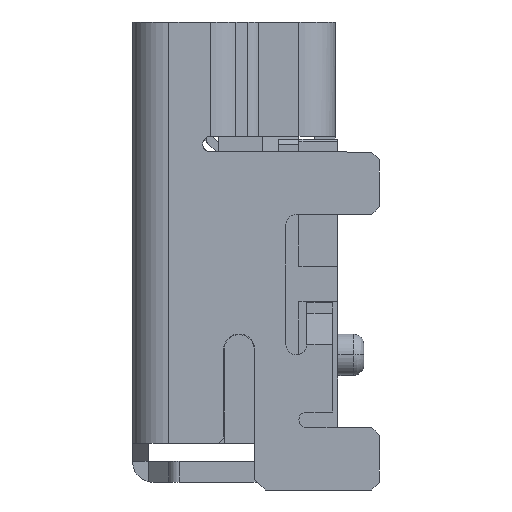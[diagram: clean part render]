
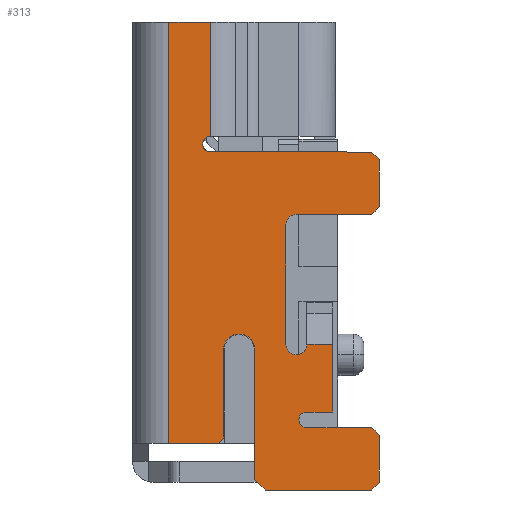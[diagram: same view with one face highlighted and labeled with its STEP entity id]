
A CAD part, left-side view. The second image highlights one B-rep face of the part: STEP entity #313.
In plain terms, the highlighted planar face has unit normal (-1, 0, 0).
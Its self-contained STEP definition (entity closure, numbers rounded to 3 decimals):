
#313=ADVANCED_FACE('',(#1125),#1126,.T.);
#1125=FACE_OUTER_BOUND('',#2271,.T.);
#1126=PLANE('',#2272);
#2271=EDGE_LOOP('',(#5740,#5741,#5742,#5743,#5744,#5745,#5746,#5747,#5748,#5749,#5750,#5751,#5752,#5753,#5754,#5755,#5756,#5757,#5758,#5759,#5760,#5761,#5762,#5763,#5764,#5765,#5766,#5767,#5768));
#2272=AXIS2_PLACEMENT_3D('',#5769,#5770,#5771);
#5740=ORIENTED_EDGE('',*,*,#9291,.T.);
#5741=ORIENTED_EDGE('',*,*,#9292,.T.);
#5742=ORIENTED_EDGE('',*,*,#8414,.T.);
#5743=ORIENTED_EDGE('',*,*,#9293,.T.);
#5744=ORIENTED_EDGE('',*,*,#9294,.T.);
#5745=ORIENTED_EDGE('',*,*,#9295,.T.);
#5746=ORIENTED_EDGE('',*,*,#9296,.T.);
#5747=ORIENTED_EDGE('',*,*,#9297,.T.);
#5748=ORIENTED_EDGE('',*,*,#9298,.F.);
#5749=ORIENTED_EDGE('',*,*,#9299,.T.);
#5750=ORIENTED_EDGE('',*,*,#9300,.T.);
#5751=ORIENTED_EDGE('',*,*,#9301,.T.);
#5752=ORIENTED_EDGE('',*,*,#9302,.T.);
#5753=ORIENTED_EDGE('',*,*,#9265,.T.);
#5754=ORIENTED_EDGE('',*,*,#9290,.T.);
#5755=ORIENTED_EDGE('',*,*,#9303,.T.);
#5756=ORIENTED_EDGE('',*,*,#8420,.T.);
#5757=ORIENTED_EDGE('',*,*,#9304,.T.);
#5758=ORIENTED_EDGE('',*,*,#9305,.T.);
#5759=ORIENTED_EDGE('',*,*,#9306,.T.);
#5760=ORIENTED_EDGE('',*,*,#9307,.T.);
#5761=ORIENTED_EDGE('',*,*,#9308,.F.);
#5762=ORIENTED_EDGE('',*,*,#9309,.T.);
#5763=ORIENTED_EDGE('',*,*,#9310,.F.);
#5764=ORIENTED_EDGE('',*,*,#9311,.F.);
#5765=ORIENTED_EDGE('',*,*,#9312,.F.);
#5766=ORIENTED_EDGE('',*,*,#8440,.T.);
#5767=ORIENTED_EDGE('',*,*,#9313,.T.);
#5768=ORIENTED_EDGE('',*,*,#8605,.F.);
#5769=CARTESIAN_POINT('',(-3.85,0.403,0.0));
#5770=DIRECTION('',(-1.0,0.0,0.0));
#5771=DIRECTION('',(0.0,0.0,1.0));
#8414=EDGE_CURVE('',#10053,#10050,#10054,.T.);
#8420=EDGE_CURVE('',#10059,#10063,#10065,.T.);
#8440=EDGE_CURVE('',#10105,#10103,#10106,.T.);
#8605=EDGE_CURVE('',#10416,#10418,#10419,.T.);
#9265=EDGE_CURVE('',#11545,#11543,#11546,.T.);
#9290=EDGE_CURVE('',#11543,#11568,#11588,.T.);
#9291=EDGE_CURVE('',#10416,#11589,#11590,.T.);
#9292=EDGE_CURVE('',#11589,#10053,#11591,.T.);
#9293=EDGE_CURVE('',#10050,#11592,#11593,.T.);
#9294=EDGE_CURVE('',#11592,#11594,#11595,.T.);
#9295=EDGE_CURVE('',#11594,#11596,#11597,.T.);
#9296=EDGE_CURVE('',#11596,#11598,#11599,.T.);
#9297=EDGE_CURVE('',#11598,#11600,#11601,.T.);
#9298=EDGE_CURVE('',#11602,#11600,#11603,.T.);
#9299=EDGE_CURVE('',#11602,#11604,#11605,.T.);
#9300=EDGE_CURVE('',#11604,#11606,#11607,.T.);
#9301=EDGE_CURVE('',#11606,#11608,#11609,.T.);
#9302=EDGE_CURVE('',#11608,#11545,#11610,.T.);
#9303=EDGE_CURVE('',#11568,#10059,#11611,.T.);
#9304=EDGE_CURVE('',#10063,#11612,#11613,.T.);
#9305=EDGE_CURVE('',#11612,#11614,#11615,.T.);
#9306=EDGE_CURVE('',#11614,#11616,#11617,.T.);
#9307=EDGE_CURVE('',#11616,#11618,#11619,.T.);
#9308=EDGE_CURVE('',#11620,#11618,#11621,.T.);
#9309=EDGE_CURVE('',#11620,#11622,#11623,.T.);
#9310=EDGE_CURVE('',#11624,#11622,#11625,.T.);
#9311=EDGE_CURVE('',#11626,#11624,#11627,.T.);
#9312=EDGE_CURVE('',#10105,#11626,#11628,.T.);
#9313=EDGE_CURVE('',#10103,#10418,#11629,.T.);
#10050=VERTEX_POINT('',#12632);
#10053=VERTEX_POINT('',#12636);
#10054=CIRCLE('',#12637,0.3);
#10059=VERTEX_POINT('',#12643);
#10063=VERTEX_POINT('',#12648);
#10065=CIRCLE('',#12651,0.2);
#10103=VERTEX_POINT('',#12699);
#10105=VERTEX_POINT('',#12701);
#10106=LINE('',#12702,#12703);
#10416=VERTEX_POINT('',#13140);
#10418=VERTEX_POINT('',#13143);
#10419=LINE('',#13144,#13145);
#11543=VERTEX_POINT('',#15032);
#11545=VERTEX_POINT('',#15035);
#11546=LINE('',#15036,#15037);
#11568=VERTEX_POINT('',#15071);
#11588=LINE('',#15103,#15104);
#11589=VERTEX_POINT('',#15105);
#11590=LINE('',#15106,#15107);
#11591=LINE('',#15108,#15109);
#11592=VERTEX_POINT('',#15110);
#11593=CIRCLE('',#15111,0.3);
#11594=VERTEX_POINT('',#15112);
#11595=LINE('',#15113,#15114);
#11596=VERTEX_POINT('',#15115);
#11597=LINE('',#15116,#15117);
#11598=VERTEX_POINT('',#15118);
#11599=LINE('',#15119,#15120);
#11600=VERTEX_POINT('',#15121);
#11601=LINE('',#15122,#15123);
#11602=VERTEX_POINT('',#15124);
#11603=LINE('',#15125,#15126);
#11604=VERTEX_POINT('',#15127);
#11605=LINE('',#15128,#15129);
#11606=VERTEX_POINT('',#15130);
#11607=LINE('',#15131,#15132);
#11608=VERTEX_POINT('',#15133);
#11609=CIRCLE('',#15134,0.15);
#11610=LINE('',#15135,#15136);
#11611=CIRCLE('',#15137,0.2);
#11612=VERTEX_POINT('',#15138);
#11613=LINE('',#15139,#15140);
#11614=VERTEX_POINT('',#15141);
#11615=CIRCLE('',#15142,0.2);
#11616=VERTEX_POINT('',#15143);
#11617=LINE('',#15144,#15145);
#11618=VERTEX_POINT('',#15146);
#11619=LINE('',#15147,#15148);
#11620=VERTEX_POINT('',#15149);
#11621=LINE('',#15150,#15151);
#11622=VERTEX_POINT('',#15152);
#11623=LINE('',#15153,#15154);
#11624=VERTEX_POINT('',#15155);
#11625=LINE('',#15156,#15157);
#11626=VERTEX_POINT('',#15158);
#11627=CIRCLE('',#15159,0.15);
#11628=LINE('',#15160,#15161);
#11629=LINE('',#15162,#15163);
#12632=CARTESIAN_POINT('',(-3.85,-0.15,-6.0));
#12636=CARTESIAN_POINT('',(-3.85,0.15,-6.3));
#12637=AXIS2_PLACEMENT_3D('',#16947,#16948,#16949);
#12643=CARTESIAN_POINT('',(-3.85,-1.25,-6.4));
#12648=CARTESIAN_POINT('',(-3.85,-1.05,-6.2));
#12651=AXIS2_PLACEMENT_3D('',#16959,#16960,#16961);
#12699=CARTESIAN_POINT('',(-3.85,1.2,0.0));
#12701=CARTESIAN_POINT('',(-3.85,0.403,0.0));
#12702=CARTESIAN_POINT('',(-3.85,0.403,0.0));
#12703=VECTOR('',#16999,0.797);
#13140=CARTESIAN_POINT('',(-3.85,0.25,-8.1));
#13143=CARTESIAN_POINT('',(-3.85,1.2,-8.1));
#13144=CARTESIAN_POINT('',(-3.85,0.25,-8.1));
#13145=VECTOR('',#17241,0.95);
#15032=CARTESIAN_POINT('',(-3.85,-1.95,-6.2));
#15035=CARTESIAN_POINT('',(-3.85,-1.95,-7.5));
#15036=CARTESIAN_POINT('',(-3.85,-1.95,-7.5));
#15037=VECTOR('',#17991,1.3);
#15071=CARTESIAN_POINT('',(-3.85,-1.45,-6.2));
#15103=CARTESIAN_POINT('',(-3.85,-1.95,-6.2));
#15104=VECTOR('',#18016,0.5);
#15105=CARTESIAN_POINT('',(-3.85,0.15,-8.0));
#15106=CARTESIAN_POINT('',(-3.85,0.25,-8.1));
#15107=VECTOR('',#18017,0.141);
#15108=CARTESIAN_POINT('',(-3.85,0.15,-8.0));
#15109=VECTOR('',#18018,1.7);
#15110=CARTESIAN_POINT('',(-3.85,-0.45,-6.3));
#15111=AXIS2_PLACEMENT_3D('',#18019,#18020,#18021);
#15112=CARTESIAN_POINT('',(-3.85,-0.45,-8.8));
#15113=CARTESIAN_POINT('',(-3.85,-0.45,-6.3));
#15114=VECTOR('',#18022,2.5);
#15115=CARTESIAN_POINT('',(-3.85,-0.65,-9.0));
#15116=CARTESIAN_POINT('',(-3.85,-0.45,-8.8));
#15117=VECTOR('',#18023,0.283);
#15118=CARTESIAN_POINT('',(-3.85,-2.7,-9.0));
#15119=CARTESIAN_POINT('',(-3.85,-0.65,-9.0));
#15120=VECTOR('',#18024,2.05);
#15121=CARTESIAN_POINT('',(-3.85,-2.85,-8.85));
#15122=CARTESIAN_POINT('',(-3.85,-2.7,-9.0));
#15123=VECTOR('',#18025,0.212);
#15124=CARTESIAN_POINT('',(-3.85,-2.85,-7.95));
#15125=CARTESIAN_POINT('',(-3.85,-2.85,-7.95));
#15126=VECTOR('',#18026,0.9);
#15127=CARTESIAN_POINT('',(-3.85,-2.7,-7.8));
#15128=CARTESIAN_POINT('',(-3.85,-2.85,-7.95));
#15129=VECTOR('',#18027,0.212);
#15130=CARTESIAN_POINT('',(-3.85,-1.45,-7.8));
#15131=CARTESIAN_POINT('',(-3.85,-2.7,-7.8));
#15132=VECTOR('',#18028,1.25);
#15133=CARTESIAN_POINT('',(-3.85,-1.45,-7.5));
#15134=AXIS2_PLACEMENT_3D('',#18029,#18030,#18031);
#15135=CARTESIAN_POINT('',(-3.85,-1.45,-7.5));
#15136=VECTOR('',#18032,0.5);
#15137=AXIS2_PLACEMENT_3D('',#18033,#18034,#18035);
#15138=CARTESIAN_POINT('',(-3.85,-1.05,-3.9));
#15139=CARTESIAN_POINT('',(-3.85,-1.05,-6.2));
#15140=VECTOR('',#18036,2.3);
#15141=CARTESIAN_POINT('',(-3.85,-1.25,-3.7));
#15142=AXIS2_PLACEMENT_3D('',#18037,#18038,#18039);
#15143=CARTESIAN_POINT('',(-3.85,-2.7,-3.7));
#15144=CARTESIAN_POINT('',(-3.85,-1.25,-3.7));
#15145=VECTOR('',#18040,1.45);
#15146=CARTESIAN_POINT('',(-3.85,-2.85,-3.55));
#15147=CARTESIAN_POINT('',(-3.85,-2.7,-3.7));
#15148=VECTOR('',#18041,0.212);
#15149=CARTESIAN_POINT('',(-3.85,-2.85,-2.65));
#15150=CARTESIAN_POINT('',(-3.85,-2.85,-2.65));
#15151=VECTOR('',#18042,0.9);
#15152=CARTESIAN_POINT('',(-3.85,-2.7,-2.5));
#15153=CARTESIAN_POINT('',(-3.85,-2.85,-2.65));
#15154=VECTOR('',#18043,0.212);
#15155=CARTESIAN_POINT('',(-3.85,0.403,-2.5));
#15156=CARTESIAN_POINT('',(-3.85,0.403,-2.5));
#15157=VECTOR('',#18044,3.103);
#15158=CARTESIAN_POINT('',(-3.85,0.403,-2.2));
#15159=AXIS2_PLACEMENT_3D('',#18045,#18046,#18047);
#15160=CARTESIAN_POINT('',(-3.85,0.403,0.0));
#15161=VECTOR('',#18048,2.2);
#15162=CARTESIAN_POINT('',(-3.85,1.2,0.0));
#15163=VECTOR('',#18049,8.1);
#16947=CARTESIAN_POINT('',(-3.85,-0.15,-6.3));
#16948=DIRECTION('',(1.0,0.0,0.0));
#16949=DIRECTION('',(0.0,1.0,0.0));
#16959=CARTESIAN_POINT('',(-3.85,-1.25,-6.2));
#16960=DIRECTION('',(1.0,0.0,0.0));
#16961=DIRECTION('',(0.0,-1.0,0.0));
#16999=DIRECTION('',(0.0,1.0,0.0));
#17241=DIRECTION('',(0.0,1.0,0.0));
#17991=DIRECTION('',(0.0,0.0,1.0));
#18016=DIRECTION('',(0.0,1.0,0.0));
#18017=DIRECTION('',(0.0,-0.707,0.707));
#18018=DIRECTION('',(0.0,0.0,1.0));
#18019=CARTESIAN_POINT('',(-3.85,-0.15,-6.3));
#18020=DIRECTION('',(1.0,0.0,0.0));
#18021=DIRECTION('',(0.0,1.0,0.0));
#18022=DIRECTION('',(0.0,0.0,-1.0));
#18023=DIRECTION('',(0.0,-0.707,-0.707));
#18024=DIRECTION('',(0.0,-1.0,0.0));
#18025=DIRECTION('',(0.0,-0.707,0.707));
#18026=DIRECTION('',(0.0,0.0,-1.0));
#18027=DIRECTION('',(0.0,0.707,0.707));
#18028=DIRECTION('',(0.0,1.0,0.0));
#18029=CARTESIAN_POINT('',(-3.85,-1.45,-7.65));
#18030=DIRECTION('',(1.0,0.0,0.0));
#18031=DIRECTION('',(0.0,0.0,-1.0));
#18032=DIRECTION('',(0.0,-1.0,0.0));
#18033=CARTESIAN_POINT('',(-3.85,-1.25,-6.2));
#18034=DIRECTION('',(1.0,0.0,0.0));
#18035=DIRECTION('',(0.0,-1.0,0.0));
#18036=DIRECTION('',(0.0,0.0,1.0));
#18037=CARTESIAN_POINT('',(-3.85,-1.25,-3.9));
#18038=DIRECTION('',(1.0,0.0,-0.0));
#18039=DIRECTION('',(0.0,1.0,0.));
#18040=DIRECTION('',(0.0,-1.0,0.0));
#18041=DIRECTION('',(0.0,-0.707,0.707));
#18042=DIRECTION('',(0.0,0.0,-1.0));
#18043=DIRECTION('',(0.0,0.707,0.707));
#18044=DIRECTION('',(0.0,-1.,0.));
#18045=CARTESIAN_POINT('',(-3.85,0.4,-2.35));
#18046=DIRECTION('',(-1.0,0.0,0.0));
#18047=DIRECTION('',(0.0,0.023,1.));
#18048=DIRECTION('',(0.0,0.0,-1.0));
#18049=DIRECTION('',(0.0,0.0,-1.0));
